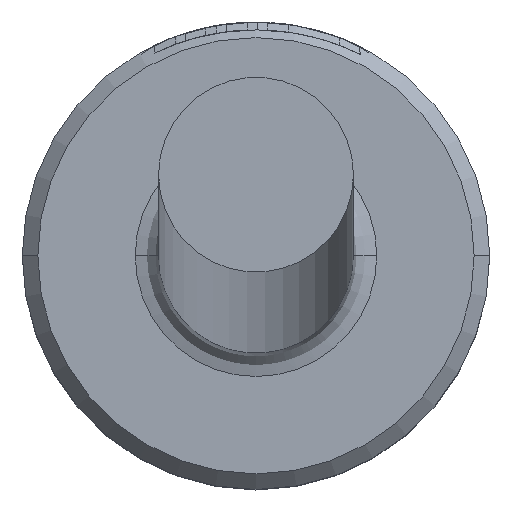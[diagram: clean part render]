
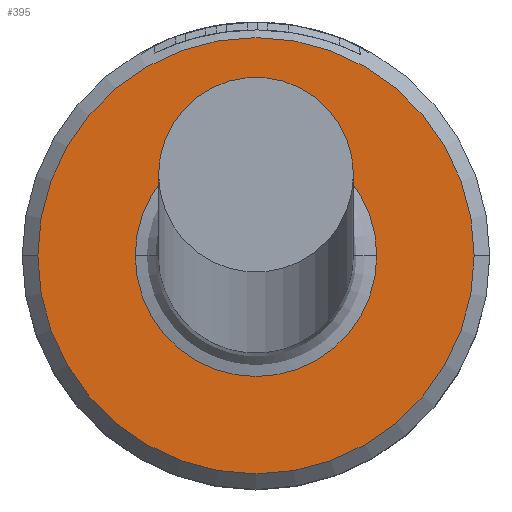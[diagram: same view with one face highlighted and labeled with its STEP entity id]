
A CAD part, top view. The second image highlights one B-rep face of the part: STEP entity #395.
In plain terms, the highlighted planar face has unit normal (0, 0, 1).
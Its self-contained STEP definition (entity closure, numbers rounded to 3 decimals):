
#22 = ORIENTED_EDGE ( 'NONE', *, *, #998, .T. ) ;
#27 = EDGE_LOOP ( 'NONE', ( #22, #152 ) ) ;
#37 = DIRECTION ( 'NONE',  ( -1., 0., 0. ) ) ;
#57 = DIRECTION ( 'NONE',  ( 1., 0., 0. ) ) ;
#80 = VERTEX_POINT ( 'NONE', #629 ) ;
#141 = DIRECTION ( 'NONE',  ( 0., 0., 1. ) ) ;
#145 = DIRECTION ( 'NONE',  ( 0., 0., 1. ) ) ;
#152 = ORIENTED_EDGE ( 'NONE', *, *, #413, .T. ) ;
#163 = DIRECTION ( 'NONE',  ( 0., 0., -1. ) ) ;
#223 = AXIS2_PLACEMENT_3D ( 'NONE', #1133, #608, #57 ) ;
#311 = FACE_BOUND ( 'NONE', #883, .T. ) ;
#364 = CIRCLE ( 'NONE', #223, 2.8 ) ;
#395 = ADVANCED_FACE ( 'NONE', ( #786, #311 ), #689, .T. ) ;
#413 = EDGE_CURVE ( 'NONE', #1167, #80, #573, .T. ) ;
#427 = CARTESIAN_POINT ( 'NONE',  ( 0., 0., 4. ) ) ;
#440 = AXIS2_PLACEMENT_3D ( 'NONE', #427, #141, #787 ) ;
#495 = AXIS2_PLACEMENT_3D ( 'NONE', #693, #145, #792 ) ;
#573 = CIRCLE ( 'NONE', #495, 2.8 ) ;
#588 = DIRECTION ( 'NONE',  ( 0., 0., -1. ) ) ;
#608 = DIRECTION ( 'NONE',  ( 0., 0., 1. ) ) ;
#617 = VERTEX_POINT ( 'NONE', #841 ) ;
#629 = CARTESIAN_POINT ( 'NONE',  ( -2.8, 0., 4. ) ) ;
#638 = CARTESIAN_POINT ( 'NONE',  ( 2.8, 0., 4. ) ) ;
#689 = PLANE ( 'NONE',  #440 ) ;
#693 = CARTESIAN_POINT ( 'NONE',  ( 0., 0., 4. ) ) ;
#697 = VERTEX_POINT ( 'NONE', #1112 ) ;
#717 = CARTESIAN_POINT ( 'NONE',  ( 0., 0., 4. ) ) ;
#773 = ORIENTED_EDGE ( 'NONE', *, *, #891, .T. ) ;
#786 = FACE_OUTER_BOUND ( 'NONE', #27, .T. ) ;
#787 = DIRECTION ( 'NONE',  ( 1., 0., 0. ) ) ;
#792 = DIRECTION ( 'NONE',  ( 1., 0., 0. ) ) ;
#811 = DIRECTION ( 'NONE',  ( -1., 0., 0. ) ) ;
#841 = CARTESIAN_POINT ( 'NONE',  ( 1.55, 0., 4. ) ) ;
#883 = EDGE_LOOP ( 'NONE', ( #1155, #773 ) ) ;
#891 = EDGE_CURVE ( 'NONE', #617, #697, #1119, .T. ) ;
#955 = CIRCLE ( 'NONE', #956, 1.55 ) ;
#956 = AXIS2_PLACEMENT_3D ( 'NONE', #717, #163, #811 ) ;
#998 = EDGE_CURVE ( 'NONE', #80, #1167, #364, .T. ) ;
#1095 = AXIS2_PLACEMENT_3D ( 'NONE', #1113, #588, #37 ) ;
#1112 = CARTESIAN_POINT ( 'NONE',  ( -1.55, 0., 4. ) ) ;
#1113 = CARTESIAN_POINT ( 'NONE',  ( 0., 0., 4. ) ) ;
#1114 = EDGE_CURVE ( 'NONE', #697, #617, #955, .T. ) ;
#1119 = CIRCLE ( 'NONE', #1095, 1.55 ) ;
#1133 = CARTESIAN_POINT ( 'NONE',  ( 0., 0., 4. ) ) ;
#1155 = ORIENTED_EDGE ( 'NONE', *, *, #1114, .T. ) ;
#1167 = VERTEX_POINT ( 'NONE', #638 ) ;
